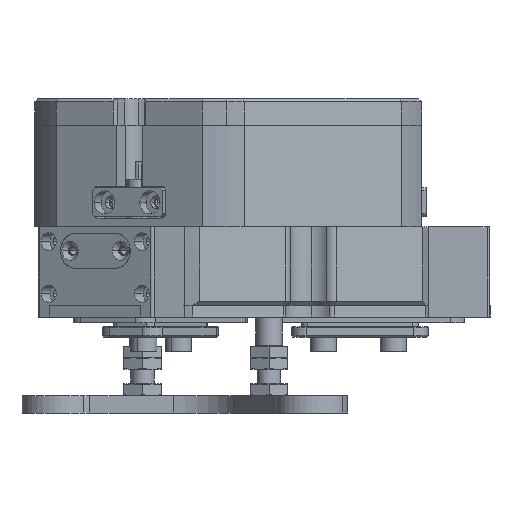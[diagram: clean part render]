
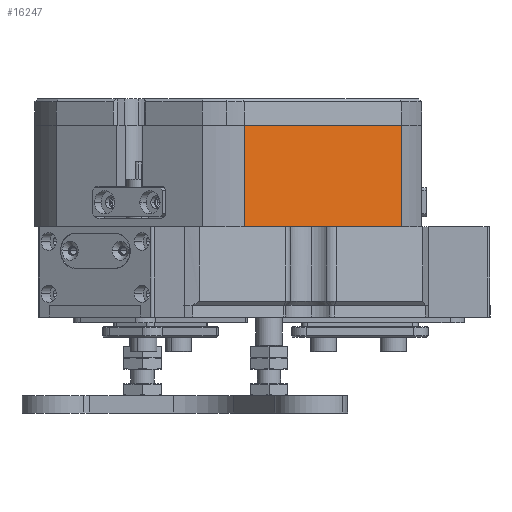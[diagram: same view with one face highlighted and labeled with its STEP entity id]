
A CAD part, front view. The second image highlights one B-rep face of the part: STEP entity #16247.
In plain terms, the highlighted planar face has unit normal (0.5, -0.866, 0).
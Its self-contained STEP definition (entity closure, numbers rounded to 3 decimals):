
#367 = VERTEX_POINT ( 'NONE', #9117 ) ;
#4235 = CARTESIAN_POINT ( 'NONE',  ( 44.496, -21.512, 180. ) ) ;
#4661 = ORIENTED_EDGE ( 'NONE', *, *, #38498, .F. ) ;
#5119 = DIRECTION ( 'NONE',  ( 0., 0., -1. ) ) ;
#6803 = LINE ( 'NONE', #31891, #46584 ) ;
#9117 = CARTESIAN_POINT ( 'NONE',  ( -9.532, -52.705, 180. ) ) ;
#11144 = EDGE_CURVE ( 'NONE', #62086, #27047, #6803, .T. ) ;
#12252 = EDGE_CURVE ( 'NONE', #40674, #62086, #45779, .T. ) ;
#12869 = CARTESIAN_POINT ( 'NONE',  ( -9.532, -52.705, 145. ) ) ;
#16247 = ADVANCED_FACE ( 'NONE', ( #28406 ), #31024, .F. ) ;
#17098 = CARTESIAN_POINT ( 'NONE',  ( -9.532, -52.705, 180. ) ) ;
#24665 = VECTOR ( 'NONE', #5119, 1000. ) ;
#24996 = EDGE_LOOP ( 'NONE', ( #63060, #43678, #34501, #4661 ) ) ;
#25739 = LINE ( 'NONE', #17098, #52515 ) ;
#27047 = VERTEX_POINT ( 'NONE', #12869 ) ;
#28406 = FACE_OUTER_BOUND ( 'NONE', #24996, .T. ) ;
#31024 = PLANE ( 'NONE',  #61904 ) ;
#31891 = CARTESIAN_POINT ( 'NONE',  ( 69.443, -7.109, 145. ) ) ;
#34501 = ORIENTED_EDGE ( 'NONE', *, *, #56918, .T. ) ;
#36032 = CARTESIAN_POINT ( 'NONE',  ( 69.443, -7.109, 211.198 ) ) ;
#36931 = DIRECTION ( 'NONE',  ( -0.5, 0.866, 0. ) ) ;
#37490 = DIRECTION ( 'NONE',  ( -0.866, -0.5, 0. ) ) ;
#38498 = EDGE_CURVE ( 'NONE', #27047, #367, #25739, .T. ) ;
#40674 = VERTEX_POINT ( 'NONE', #41738 ) ;
#41656 = DIRECTION ( 'NONE',  ( -0.866, -0.5, 0. ) ) ;
#41738 = CARTESIAN_POINT ( 'NONE',  ( 44.496, -21.512, 180. ) ) ;
#42239 = CARTESIAN_POINT ( 'NONE',  ( 17.482, -37.109, 180. ) ) ;
#43678 = ORIENTED_EDGE ( 'NONE', *, *, #12252, .F. ) ;
#45779 = LINE ( 'NONE', #4235, #24665 ) ;
#46584 = VECTOR ( 'NONE', #41656, 1000. ) ;
#47187 = LINE ( 'NONE', #42239, #47964 ) ;
#47964 = VECTOR ( 'NONE', #37490, 1000. ) ;
#51695 = DIRECTION ( 'NONE',  ( -0.866, -0.5, 0. ) ) ;
#52466 = CARTESIAN_POINT ( 'NONE',  ( 44.496, -21.512, 145. ) ) ;
#52515 = VECTOR ( 'NONE', #53397, 1000. ) ;
#53397 = DIRECTION ( 'NONE',  ( 0., 0., 1. ) ) ;
#56918 = EDGE_CURVE ( 'NONE', #40674, #367, #47187, .T. ) ;
#61904 = AXIS2_PLACEMENT_3D ( 'NONE', #36032, #36931, #51695 ) ;
#62086 = VERTEX_POINT ( 'NONE', #52466 ) ;
#63060 = ORIENTED_EDGE ( 'NONE', *, *, #11144, .F. ) ;
